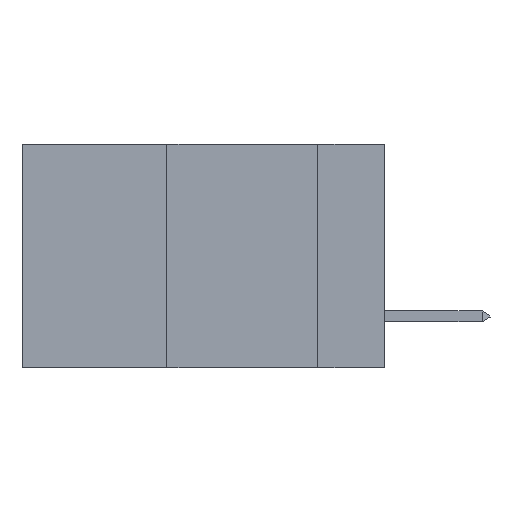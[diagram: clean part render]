
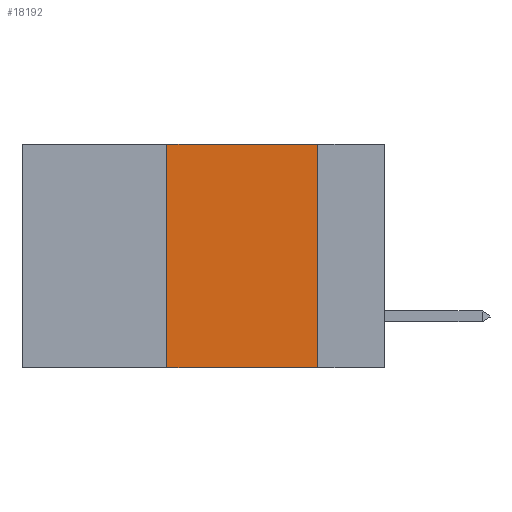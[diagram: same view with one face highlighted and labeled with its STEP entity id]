
A CAD part, left-side view. The second image highlights one B-rep face of the part: STEP entity #18192.
In plain terms, the highlighted planar face has unit normal (-1, 0, 0).
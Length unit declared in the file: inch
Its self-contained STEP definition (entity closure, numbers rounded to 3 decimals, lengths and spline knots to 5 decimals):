
#330 = EDGE_LOOP ( 'NONE', ( #32264, #42048, #22519, #3609 ) ) ;
#608 = CARTESIAN_POINT ( 'NONE',  ( 0., 0.6, 0. ) ) ;
#3123 = FACE_OUTER_BOUND ( 'NONE', #330, .T. ) ;
#3321 = DIRECTION ( 'NONE',  ( 0., 0., 1. ) ) ;
#3609 = ORIENTED_EDGE ( 'NONE', *, *, #25939, .T. ) ;
#6181 = CARTESIAN_POINT ( 'NONE',  ( 0., 0.36, 0. ) ) ;
#7275 = DIRECTION ( 'NONE',  ( 0., -1., 0. ) ) ;
#9342 = LINE ( 'NONE', #608, #40447 ) ;
#9771 = DIRECTION ( 'NONE',  ( 0., 0., -1. ) ) ;
#11134 = LINE ( 'NONE', #40161, #37550 ) ;
#13861 = CARTESIAN_POINT ( 'NONE',  ( 0., 0.6, -0.37 ) ) ;
#14717 = EDGE_CURVE ( 'NONE', #37995, #21027, #9342, .T. ) ;
#15497 = VERTEX_POINT ( 'NONE', #23490 ) ;
#17826 = EDGE_CURVE ( 'NONE', #21027, #15497, #26561, .T. ) ;
#18192 = ADVANCED_FACE ( 'NONE', ( #3123 ), #28477, .F. ) ;
#19398 = VECTOR ( 'NONE', #23759, 39.37008 ) ;
#19834 = CARTESIAN_POINT ( 'NONE',  ( 0., 0.11, 0. ) ) ;
#21027 = VERTEX_POINT ( 'NONE', #19834 ) ;
#22519 = ORIENTED_EDGE ( 'NONE', *, *, #27858, .F. ) ;
#23490 = CARTESIAN_POINT ( 'NONE',  ( 0., 0.11, -0.37 ) ) ;
#23759 = DIRECTION ( 'NONE',  ( 0., -1., 0. ) ) ;
#24948 = DIRECTION ( 'NONE',  ( 0., 0., -1. ) ) ;
#25939 = EDGE_CURVE ( 'NONE', #38791, #15497, #26738, .T. ) ;
#26015 = VECTOR ( 'NONE', #9771, 39.37008 ) ;
#26561 = LINE ( 'NONE', #32964, #26015 ) ;
#26738 = LINE ( 'NONE', #13861, #19398 ) ;
#27136 = AXIS2_PLACEMENT_3D ( 'NONE', #34631, #34487, #24948 ) ;
#27858 = EDGE_CURVE ( 'NONE', #38791, #37995, #11134, .T. ) ;
#28477 = PLANE ( 'NONE',  #27136 ) ;
#32264 = ORIENTED_EDGE ( 'NONE', *, *, #17826, .F. ) ;
#32964 = CARTESIAN_POINT ( 'NONE',  ( 0., 0.11, 0. ) ) ;
#34487 = DIRECTION ( 'NONE',  ( 1., 0., 0. ) ) ;
#34631 = CARTESIAN_POINT ( 'NONE',  ( 0., 0.6, 0. ) ) ;
#37550 = VECTOR ( 'NONE', #3321, 39.37008 ) ;
#37995 = VERTEX_POINT ( 'NONE', #6181 ) ;
#38791 = VERTEX_POINT ( 'NONE', #39302 ) ;
#39302 = CARTESIAN_POINT ( 'NONE',  ( 0., 0.36, -0.37 ) ) ;
#40161 = CARTESIAN_POINT ( 'NONE',  ( 0., 0.36, 0. ) ) ;
#40447 = VECTOR ( 'NONE', #7275, 39.37008 ) ;
#42048 = ORIENTED_EDGE ( 'NONE', *, *, #14717, .F. ) ;
